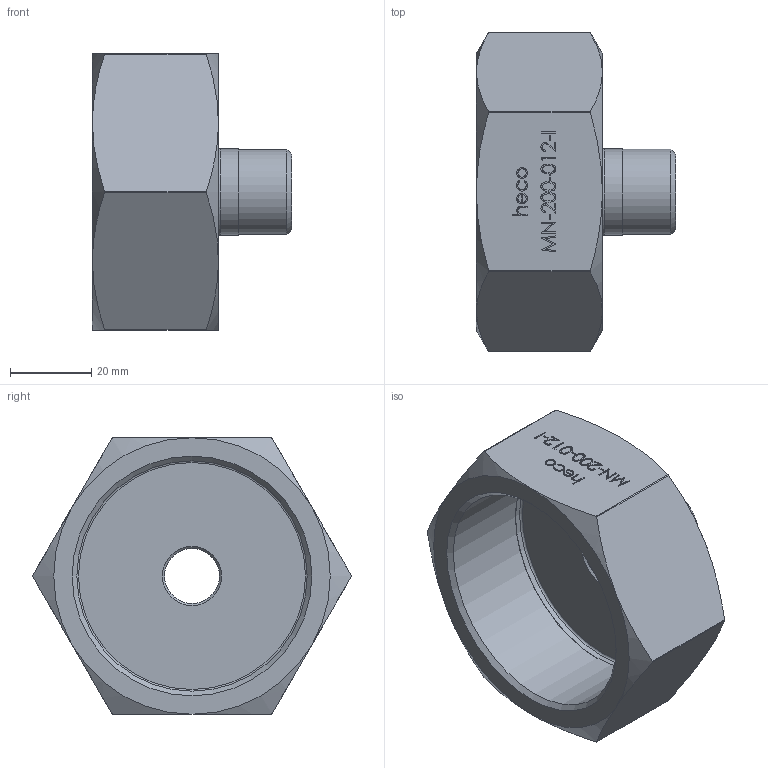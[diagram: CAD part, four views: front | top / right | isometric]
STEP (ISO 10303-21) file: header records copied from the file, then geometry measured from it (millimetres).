
FILE_DESCRIPTION (( 'STEP AP214' ), '1' );
FILE_NAME ('heco_MN-200-012-I.STEP', '2016-06-22T07:53:12', ( '' ), ( '' ), 'SwSTEP 2.0', 'SolidWorks 2011', '' );
FILE_SCHEMA (( 'AUTOMOTIVE_DESIGN' ));
Length unit declared in the file: millimetre
Products named in the file (1): heco_MN-200-012-I
Bounding box: 49 x 78.43 x 68 mm (x, y, z)
Volume: 63513 mm3; surface area: 21091.2 mm2
Topology: 1 solids, 1 shells, 206 faces, 521 edges, 342 vertices
Faces by surface type: plane 103, bspline 74, cone 16, cylinder 11, torus 2
Full cylindrical faces by diameter (mm): 13.5 x1, 20.955 x1, 21.155 x1, 56.656 x1, 56.856 x1
Entity records: 11160 total; most frequent: CARTESIAN_POINT 6293, ORIENTED_EDGE 1016, DIRECTION 618, EDGE_CURVE 508, VERTEX_POINT 340, LINE 296, VECTOR 296, EDGE_LOOP 244
